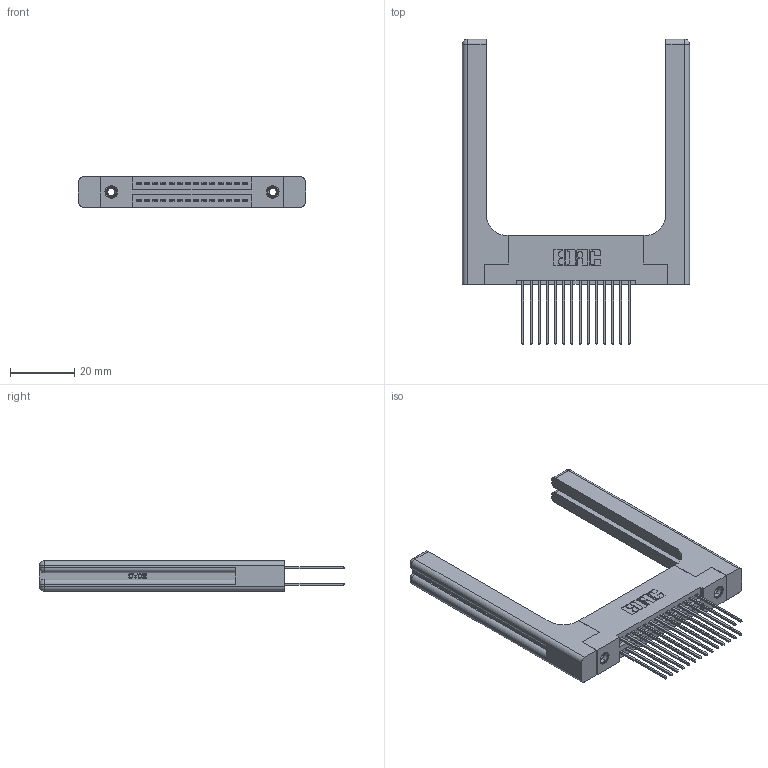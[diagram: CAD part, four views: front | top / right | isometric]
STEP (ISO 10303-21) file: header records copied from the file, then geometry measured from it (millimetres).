
FILE_DESCRIPTION (( 'STEP AP203' ), '1' );
FILE_NAME ('395-028-541-258.STEP', '2019-10-16T19:37:36', ( '' ), ( '' ), 'SwSTEP 2.0', 'SolidWorks 2016', '' );
FILE_SCHEMA (( 'CONFIG_CONTROL_DESIGN' ));
Length unit declared in the file: inch
Products named in the file (5): 395-028-541-258; 345 Part_Flush Mounting Lugs - 0.156 Dia-TH; 345-292-001_345-293-141; 345-250-001_345-250-001-102; 345-220-058_345-220-058
Assembly tree (33 placements, depth 2):
  395-028-541-258
    345 Part_Flush Mounting Lugs - 0.156 Dia-TH
    345-292-001_345-293-141  x28
    345-250-001_345-250-001-102  x2
    345-220-058_345-220-058  x2
Bounding box: 70.59 x 94.92 x 9.4 mm (x, y, z)
Volume: 15232.7 mm3; surface area: 15260.6 mm2
Topology: 33 solids, 33 shells, 1782 faces, 5179 edges, 3394 vertices
Faces by surface type: plane 1152, cylinder 570, bspline 36, cone 12, sphere 8, torus 4
Entity records: 19954 total; most frequent: CARTESIAN_POINT 4365, ORIENTED_EDGE 3096, DIRECTION 2816, EDGE_CURVE 1548, VECTOR 1268, LINE 1268, VERTEX_POINT 1022, AXIS2_PLACEMENT_3D 774
